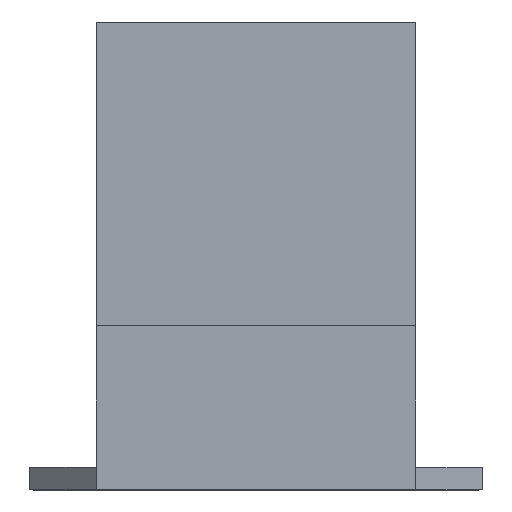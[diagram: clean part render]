
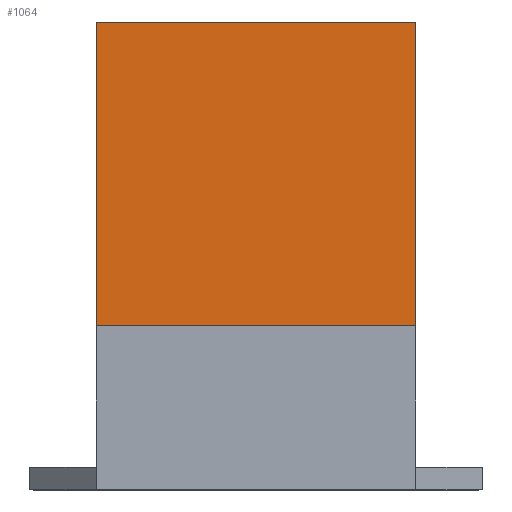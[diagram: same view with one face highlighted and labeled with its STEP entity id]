
A CAD part, top view. The second image highlights one B-rep face of the part: STEP entity #1064.
In plain terms, the highlighted planar face has unit normal (0, 0, 1).
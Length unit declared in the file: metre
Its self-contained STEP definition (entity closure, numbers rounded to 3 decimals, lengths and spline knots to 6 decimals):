
#249=ORIENTED_EDGE('',*,*,#398,.F.);
#250=ORIENTED_EDGE('',*,*,#359,.F.);
#251=ORIENTED_EDGE('',*,*,#454,.T.);
#252=ORIENTED_EDGE('',*,*,#372,.T.);
#359=EDGE_CURVE('',#502,#503,#601,.T.);
#372=EDGE_CURVE('',#516,#515,#614,.T.);
#398=EDGE_CURVE('',#503,#515,#630,.T.);
#454=EDGE_CURVE('',#502,#516,#676,.T.);
#502=VERTEX_POINT('',#1499);
#503=VERTEX_POINT('',#1501);
#515=VERTEX_POINT('',#1526);
#516=VERTEX_POINT('',#1528);
#601=LINE('',#1500,#725);
#614=LINE('',#1527,#738);
#630=LINE('',#1583,#754);
#676=LINE('',#1692,#800);
#725=VECTOR('',#1207,1.);
#738=VECTOR('',#1222,1.);
#754=VECTOR('',#1272,1.);
#800=VECTOR('',#1388,1.);
#885=EDGE_LOOP('',(#249,#250,#251,#252));
#963=FACE_BOUND('',#885,.T.);
#1010=PLANE('',#1153);
#1064=ADVANCED_FACE('',(#963),#1010,.T.);
#1153=AXIS2_PLACEMENT_3D('',#1691,#1386,#1387);
#1207=DIRECTION('',(0.,-1.,0.));
#1222=DIRECTION('',(0.,-1.,0.));
#1272=DIRECTION('',(-1.,0.,0.));
#1386=DIRECTION('',(0.,0.,1.));
#1387=DIRECTION('',(1.,0.,0.));
#1388=DIRECTION('',(-1.,0.,0.));
#1499=CARTESIAN_POINT('',(0.0215,0.041,-0.0215));
#1500=CARTESIAN_POINT('',(0.0215,0.041,-0.0215));
#1501=CARTESIAN_POINT('',(0.0215,0.,-0.0215));
#1526=CARTESIAN_POINT('',(-0.0215,0.,-0.0215));
#1527=CARTESIAN_POINT('',(-0.0215,0.041,-0.0215));
#1528=CARTESIAN_POINT('',(-0.0215,0.041,-0.0215));
#1583=CARTESIAN_POINT('',(0.,0.,-0.0215));
#1691=CARTESIAN_POINT('',(0.,0.041,-0.0215));
#1692=CARTESIAN_POINT('',(0.,0.041,-0.0215));
